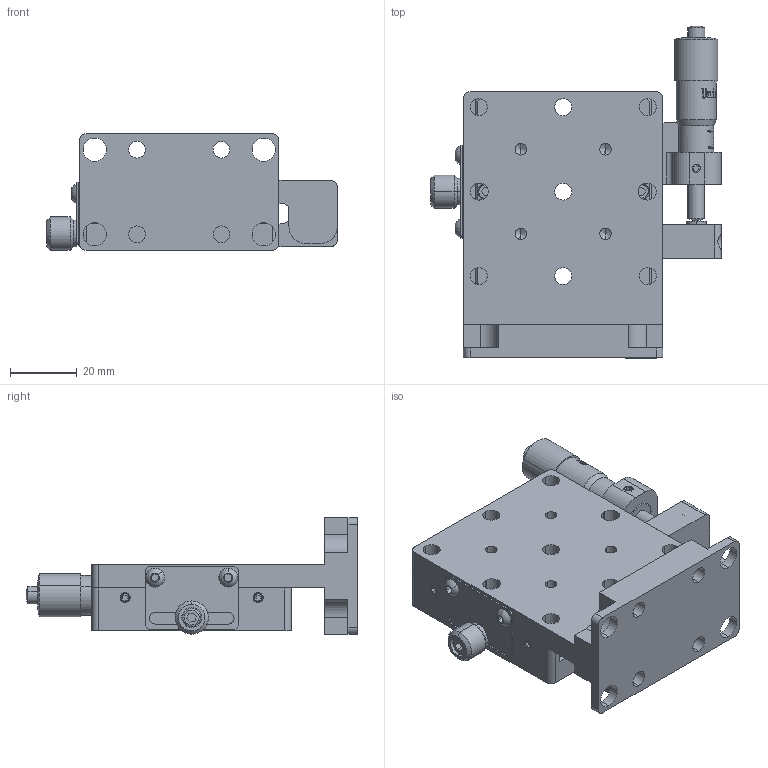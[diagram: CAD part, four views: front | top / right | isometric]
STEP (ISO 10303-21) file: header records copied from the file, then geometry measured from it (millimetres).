
FILE_DESCRIPTION (( 'STEP AP203' ), '1' );
FILE_NAME ('06VTS-3.STEP', '2016-05-18T05:19:23', ( '' ), ( '' ), 'SwSTEP 2.0', 'SolidWorks 2016', '' );
FILE_SCHEMA (( 'CONFIG_CONTROL_DESIGN' ));
Length unit declared in the file: millimetre
Products named in the file (1): 06VTS-3
Bounding box: 87.3 x 99.79 x 35 mm (x, y, z)
Volume: 91418.3 mm3; surface area: 51203.3 mm2
Topology: 50 solids, 50 shells, 1660 faces, 4144 edges, 2632 vertices
Faces by surface type: plane 843, cylinder 429, cone 206, bspline 134, torus 42, sphere 6
Entity records: 60953 total; most frequent: CARTESIAN_POINT 21781, ORIENTED_EDGE 8132, DIRECTION 7846, EDGE_CURVE 4066, AXIS2_PLACEMENT_3D 2764, VERTEX_POINT 2632, LINE 2318, VECTOR 2318
